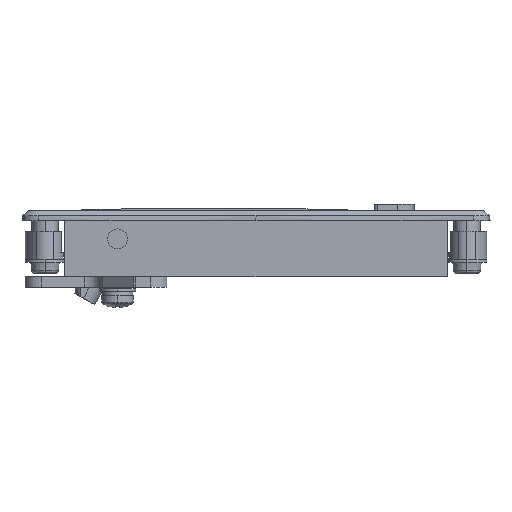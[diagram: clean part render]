
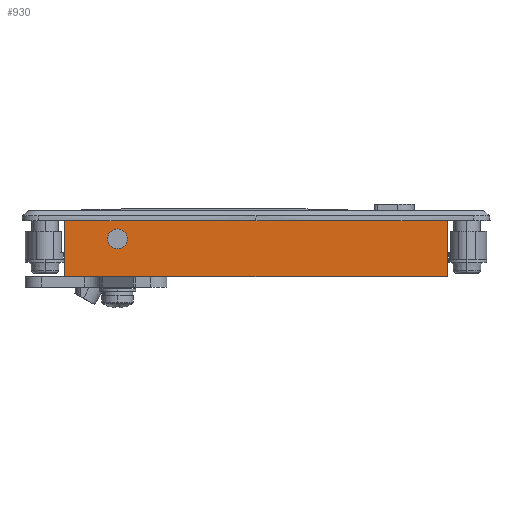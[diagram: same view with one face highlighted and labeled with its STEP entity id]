
A CAD part, left-side view. The second image highlights one B-rep face of the part: STEP entity #930.
In plain terms, the highlighted planar face has unit normal (-1, 0, 0).
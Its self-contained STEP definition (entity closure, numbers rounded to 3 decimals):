
#857 = ORIENTED_EDGE ( 'NONE', *, *, #876, .F. ) ;
#876 = EDGE_CURVE ( 'NONE', #877, #893, #6878, .T. ) ;
#877 = VERTEX_POINT ( 'NONE', #6874 ) ;
#880 = ORIENTED_EDGE ( 'NONE', *, *, #1308, .T. ) ;
#883 = EDGE_CURVE ( 'NONE', #934, #926, #6867, .T. ) ;
#885 = ORIENTED_EDGE ( 'NONE', *, *, #892, .F. ) ;
#892 = EDGE_CURVE ( 'NONE', #893, #926, #6916, .T. ) ;
#893 = VERTEX_POINT ( 'NONE', #6912 ) ;
#926 = VERTEX_POINT ( 'NONE', #6928 ) ;
#930 = ADVANCED_FACE ( 'NONE', ( #6977, #6976 ), #6926, .F. ) ;
#931 = ORIENTED_EDGE ( 'NONE', *, *, #883, .T. ) ;
#934 = VERTEX_POINT ( 'NONE', #6967 ) ;
#992 = EDGE_LOOP ( 'NONE', ( #931, #885, #857, #880 ) ) ;
#1242 = ORIENTED_EDGE ( 'NONE', *, *, #9659, .T. ) ;
#1308 = EDGE_CURVE ( 'NONE', #877, #934, #7628, .T. ) ;
#1310 = EDGE_LOOP ( 'NONE', ( #1366, #1242 ) ) ;
#1366 = ORIENTED_EDGE ( 'NONE', *, *, #1374, .T. ) ;
#1374 = EDGE_CURVE ( 'NONE', #9661, #9658, #7718, .T. ) ;
#2003 = CARTESIAN_POINT ( 'NONE',  ( -13., 42., -8.5 ) ) ;
#2004 = DIRECTION ( 'NONE',  ( 0., 0., -1. ) ) ;
#2005 = DIRECTION ( 'NONE',  ( 1., 0., 0. ) ) ;
#2006 = CARTESIAN_POINT ( 'NONE',  ( -13., 42., -5.5 ) ) ;
#2007 = AXIS2_PLACEMENT_3D ( 'NONE', #2006, #2005, #2004 ) ;
#2008 = CIRCLE ( 'NONE', #2007, 3. ) ;
#2009 = CARTESIAN_POINT ( 'NONE',  ( -13., 42., -2.5 ) ) ;
#6864 = DIRECTION ( 'NONE',  ( 0., 1., 0. ) ) ;
#6865 = VECTOR ( 'NONE', #6864, 1000. ) ;
#6866 = CARTESIAN_POINT ( 'NONE',  ( -13., 58., 0. ) ) ;
#6867 = LINE ( 'NONE', #6866, #6865 ) ;
#6874 = CARTESIAN_POINT ( 'NONE',  ( -13., -58., -17. ) ) ;
#6875 = DIRECTION ( 'NONE',  ( 0., 1., 0. ) ) ;
#6876 = VECTOR ( 'NONE', #6875, 1000. ) ;
#6877 = CARTESIAN_POINT ( 'NONE',  ( -13., 58., -17. ) ) ;
#6878 = LINE ( 'NONE', #6877, #6876 ) ;
#6912 = CARTESIAN_POINT ( 'NONE',  ( -13., 58., -17. ) ) ;
#6913 = DIRECTION ( 'NONE',  ( 0., 0., 1. ) ) ;
#6914 = VECTOR ( 'NONE', #6913, 1000. ) ;
#6915 = CARTESIAN_POINT ( 'NONE',  ( -13., 58., -17. ) ) ;
#6916 = LINE ( 'NONE', #6915, #6914 ) ;
#6926 = PLANE ( 'NONE',  #6979 ) ;
#6928 = CARTESIAN_POINT ( 'NONE',  ( -13., 58., 0. ) ) ;
#6967 = CARTESIAN_POINT ( 'NONE',  ( -13., -58., 0. ) ) ;
#6968 = DIRECTION ( 'NONE',  ( 0., 1., 0. ) ) ;
#6969 = DIRECTION ( 'NONE',  ( 1., 0., 0. ) ) ;
#6976 = FACE_BOUND ( 'NONE', #1310, .T. ) ;
#6977 = FACE_OUTER_BOUND ( 'NONE', #992, .T. ) ;
#6978 = CARTESIAN_POINT ( 'NONE',  ( -13., 58., -17. ) ) ;
#6979 = AXIS2_PLACEMENT_3D ( 'NONE', #6978, #6969, #6968 ) ;
#7625 = DIRECTION ( 'NONE',  ( 0., 0., 1. ) ) ;
#7626 = VECTOR ( 'NONE', #7625, 1000. ) ;
#7627 = CARTESIAN_POINT ( 'NONE',  ( -13., -58., -17. ) ) ;
#7628 = LINE ( 'NONE', #7627, #7626 ) ;
#7715 = DIRECTION ( 'NONE',  ( 0., 0., -1. ) ) ;
#7716 = DIRECTION ( 'NONE',  ( 1., 0., 0. ) ) ;
#7717 = AXIS2_PLACEMENT_3D ( 'NONE', #7723, #7716, #7715 ) ;
#7718 = CIRCLE ( 'NONE', #7717, 3. ) ;
#7723 = CARTESIAN_POINT ( 'NONE',  ( -13., 42., -5.5 ) ) ;
#9658 = VERTEX_POINT ( 'NONE', #2009 ) ;
#9659 = EDGE_CURVE ( 'NONE', #9658, #9661, #2008, .T. ) ;
#9661 = VERTEX_POINT ( 'NONE', #2003 ) ;
